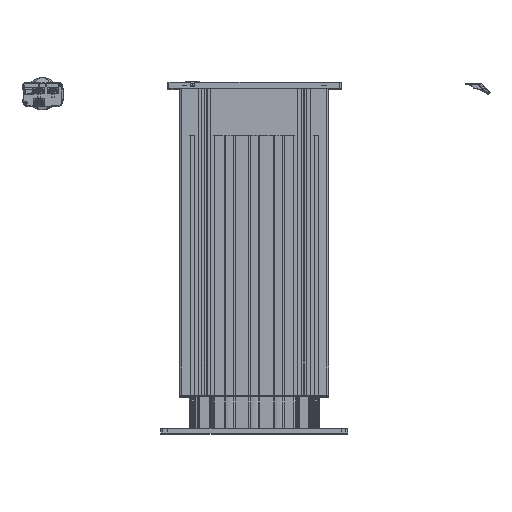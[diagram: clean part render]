
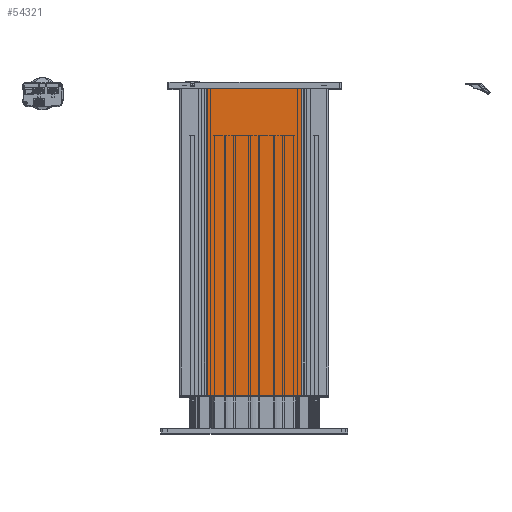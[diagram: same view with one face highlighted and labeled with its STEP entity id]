
A CAD part, top view. The second image highlights one B-rep face of the part: STEP entity #54321.
In plain terms, the highlighted face is planar.
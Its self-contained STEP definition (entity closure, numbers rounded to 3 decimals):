
#2493 = DIRECTION ( 'NONE',  ( 0., 1., 0. ) ) ;
#3491 = CARTESIAN_POINT ( 'NONE',  ( 75.4, -30., 503. ) ) ;
#7518 = VECTOR ( 'NONE', #35521, 1000. ) ;
#8146 = LINE ( 'NONE', #28250, #29174 ) ;
#8989 = ORIENTED_EDGE ( 'NONE', *, *, #35287, .F. ) ;
#11862 = LINE ( 'NONE', #64080, #45640 ) ;
#15401 = LINE ( 'NONE', #15798, #7518 ) ;
#15487 = EDGE_CURVE ( 'NONE', #67224, #76357, #11862, .T. ) ;
#15798 = CARTESIAN_POINT ( 'NONE',  ( 0., -30., 503. ) ) ;
#23058 = AXIS2_PLACEMENT_3D ( 'NONE', #29897, #2493, #28627 ) ;
#26172 = CARTESIAN_POINT ( 'NONE',  ( 0., -30., 10. ) ) ;
#26494 = EDGE_CURVE ( 'NONE', #44431, #67224, #56602, .T. ) ;
#28250 = CARTESIAN_POINT ( 'NONE',  ( 75.4, -30., 503. ) ) ;
#28627 = DIRECTION ( 'NONE',  ( 0., 0., 1. ) ) ;
#29174 = VECTOR ( 'NONE', #33852, 1000. ) ;
#29897 = CARTESIAN_POINT ( 'NONE',  ( 0., -30., 503. ) ) ;
#32130 = EDGE_CURVE ( 'NONE', #43256, #44431, #8146, .T. ) ;
#33852 = DIRECTION ( 'NONE',  ( 0., 0., -1. ) ) ;
#35287 = EDGE_CURVE ( 'NONE', #76357, #43256, #15401, .T. ) ;
#35521 = DIRECTION ( 'NONE',  ( 1., 0., 0. ) ) ;
#36611 = ORIENTED_EDGE ( 'NONE', *, *, #26494, .F. ) ;
#36737 = FACE_OUTER_BOUND ( 'NONE', #40689, .T. ) ;
#40689 = EDGE_LOOP ( 'NONE', ( #46737, #8989, #59599, #36611 ) ) ;
#41808 = CARTESIAN_POINT ( 'NONE',  ( -75.4, -30., 503. ) ) ;
#43256 = VERTEX_POINT ( 'NONE', #3491 ) ;
#44431 = VERTEX_POINT ( 'NONE', #49220 ) ;
#45640 = VECTOR ( 'NONE', #57671, 1000. ) ;
#46737 = ORIENTED_EDGE ( 'NONE', *, *, #32130, .F. ) ;
#49220 = CARTESIAN_POINT ( 'NONE',  ( 75.4, -30., 10. ) ) ;
#54321 = ADVANCED_FACE ( 'NONE', ( #36737 ), #55153, .F. ) ;
#55153 = PLANE ( 'NONE',  #23058 ) ;
#56602 = LINE ( 'NONE', #26172, #64186 ) ;
#57671 = DIRECTION ( 'NONE',  ( 0., 0., 1. ) ) ;
#58707 = DIRECTION ( 'NONE',  ( -1., 0., 0. ) ) ;
#59599 = ORIENTED_EDGE ( 'NONE', *, *, #15487, .F. ) ;
#64080 = CARTESIAN_POINT ( 'NONE',  ( -75.4, -30., 503. ) ) ;
#64186 = VECTOR ( 'NONE', #58707, 1000. ) ;
#67224 = VERTEX_POINT ( 'NONE', #75849 ) ;
#75849 = CARTESIAN_POINT ( 'NONE',  ( -75.4, -30., 10. ) ) ;
#76357 = VERTEX_POINT ( 'NONE', #41808 ) ;
